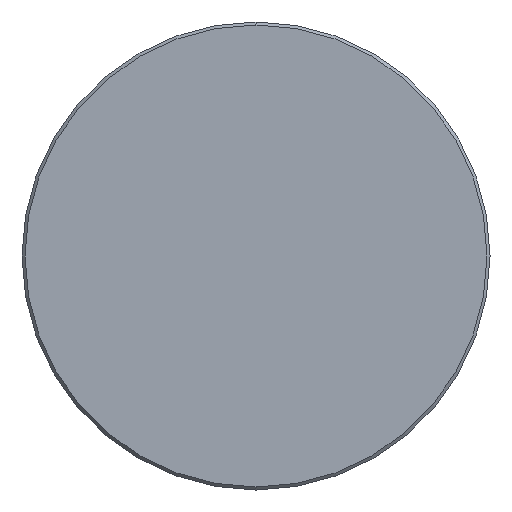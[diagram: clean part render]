
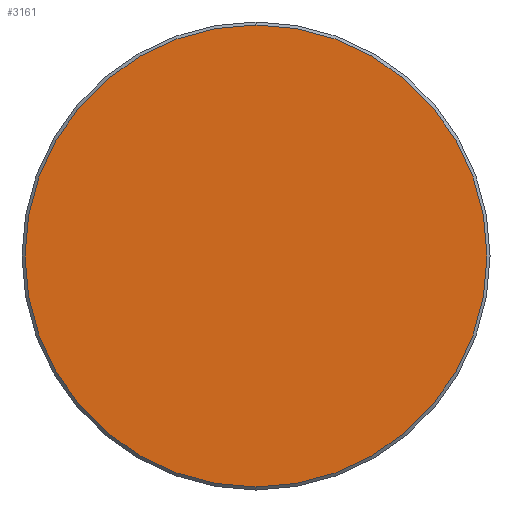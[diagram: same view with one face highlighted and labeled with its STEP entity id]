
A CAD part, left-side view. The second image highlights one B-rep face of the part: STEP entity #3161.
In plain terms, the highlighted planar face has unit normal (-1, 0, 0).
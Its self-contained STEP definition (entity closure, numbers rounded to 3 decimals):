
#161 = DIRECTION ( 'NONE',  ( -1., 0., 0. ) ) ;
#590 = CARTESIAN_POINT ( 'NONE',  ( -4.787, 0., 15.3 ) ) ;
#1318 = CARTESIAN_POINT ( 'NONE',  ( -4.787, 0., 0. ) ) ;
#1953 = CARTESIAN_POINT ( 'NONE',  ( -4.787, 0., -15.3 ) ) ;
#2040 = CIRCLE ( 'NONE', #9937, 15.3 ) ;
#2253 = DIRECTION ( 'NONE',  ( 0., 0., -1. ) ) ;
#2914 = EDGE_LOOP ( 'NONE', ( #9274, #4064 ) ) ;
#3161 = ADVANCED_FACE ( 'NONE', ( #8296 ), #6122, .F. ) ;
#3416 = DIRECTION ( 'NONE',  ( 1., 0., 0. ) ) ;
#4064 = ORIENTED_EDGE ( 'NONE', *, *, #5348, .T. ) ;
#4118 = DIRECTION ( 'NONE',  ( -1., 0., 0. ) ) ;
#5348 = EDGE_CURVE ( 'NONE', #7060, #8443, #5688, .T. ) ;
#5639 = EDGE_CURVE ( 'NONE', #8443, #7060, #2040, .T. ) ;
#5688 = CIRCLE ( 'NONE', #10096, 15.3 ) ;
#5873 = AXIS2_PLACEMENT_3D ( 'NONE', #7823, #3416, #9695 ) ;
#6122 = PLANE ( 'NONE',  #5873 ) ;
#7060 = VERTEX_POINT ( 'NONE', #590 ) ;
#7823 = CARTESIAN_POINT ( 'NONE',  ( -4.787, 0., 0. ) ) ;
#8156 = DIRECTION ( 'NONE',  ( 0., 0., -1. ) ) ;
#8296 = FACE_OUTER_BOUND ( 'NONE', #2914, .T. ) ;
#8443 = VERTEX_POINT ( 'NONE', #1953 ) ;
#9274 = ORIENTED_EDGE ( 'NONE', *, *, #5639, .T. ) ;
#9695 = DIRECTION ( 'NONE',  ( 0., 0., -1. ) ) ;
#9937 = AXIS2_PLACEMENT_3D ( 'NONE', #10847, #161, #8156 ) ;
#10096 = AXIS2_PLACEMENT_3D ( 'NONE', #1318, #4118, #2253 ) ;
#10847 = CARTESIAN_POINT ( 'NONE',  ( -4.787, 0., 0. ) ) ;
